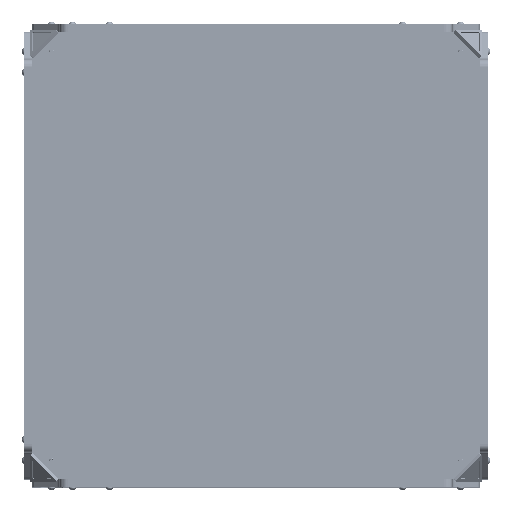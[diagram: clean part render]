
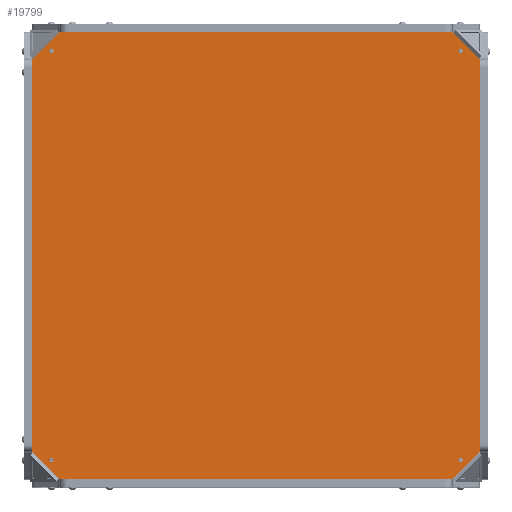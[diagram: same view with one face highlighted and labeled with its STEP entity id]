
A CAD part, top view. The second image highlights one B-rep face of the part: STEP entity #19799.
In plain terms, the highlighted face is planar.
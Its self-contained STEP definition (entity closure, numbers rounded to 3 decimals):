
#1510=LINE('',#30691,#2981);
#1514=LINE('',#30703,#2985);
#1518=LINE('',#30715,#2989);
#1522=LINE('',#30727,#2993);
#1526=LINE('',#30739,#2997);
#1530=LINE('',#30751,#3001);
#1534=LINE('',#30763,#3005);
#1538=LINE('',#30775,#3009);
#2981=VECTOR('',#24620,1.);
#2985=VECTOR('',#24632,1.);
#2989=VECTOR('',#24644,1.);
#2993=VECTOR('',#24656,1.);
#2997=VECTOR('',#24668,1.);
#3001=VECTOR('',#24680,1.);
#3005=VECTOR('',#24692,1.);
#3009=VECTOR('',#24704,1.);
#4156=PLANE('',#21331);
#4761=FACE_BOUND('',#6793,.T.);
#4762=FACE_BOUND('',#6794,.T.);
#4763=FACE_BOUND('',#6795,.T.);
#4764=FACE_BOUND('',#6796,.T.);
#5445=FACE_OUTER_BOUND('',#6792,.T.);
#6792=EDGE_LOOP('',(#15141,#15142,#15143,#15144,#15145,#15146,#15147,#15148,
#15149,#15150,#15151,#15152,#15153,#15154,#15155,#15156));
#6793=EDGE_LOOP('',(#15157));
#6794=EDGE_LOOP('',(#15158));
#6795=EDGE_LOOP('',(#15159));
#6796=EDGE_LOOP('',(#15160));
#8383=CIRCLE('',#21288,0.275);
#8385=CIRCLE('',#21291,0.275);
#8387=CIRCLE('',#21294,0.275);
#8389=CIRCLE('',#21297,0.275);
#8392=CIRCLE('',#21302,0.53);
#8394=CIRCLE('',#21306,0.53);
#8396=CIRCLE('',#21310,0.53);
#8398=CIRCLE('',#21314,0.53);
#8400=CIRCLE('',#21318,0.53);
#8402=CIRCLE('',#21322,0.53);
#8404=CIRCLE('',#21326,0.53);
#8406=CIRCLE('',#21330,0.53);
#9530=VERTEX_POINT('',#30665);
#9532=VERTEX_POINT('',#30670);
#9534=VERTEX_POINT('',#30675);
#9536=VERTEX_POINT('',#30680);
#9540=VERTEX_POINT('',#30688);
#9541=VERTEX_POINT('',#30690);
#9543=VERTEX_POINT('',#30696);
#9545=VERTEX_POINT('',#30702);
#9547=VERTEX_POINT('',#30708);
#9549=VERTEX_POINT('',#30714);
#9551=VERTEX_POINT('',#30720);
#9553=VERTEX_POINT('',#30726);
#9555=VERTEX_POINT('',#30732);
#9557=VERTEX_POINT('',#30738);
#9559=VERTEX_POINT('',#30744);
#9561=VERTEX_POINT('',#30750);
#9563=VERTEX_POINT('',#30756);
#9565=VERTEX_POINT('',#30762);
#9567=VERTEX_POINT('',#30768);
#9569=VERTEX_POINT('',#30774);
#11639=EDGE_CURVE('',#9530,#9530,#8383,.T.);
#11641=EDGE_CURVE('',#9532,#9532,#8385,.T.);
#11643=EDGE_CURVE('',#9534,#9534,#8387,.T.);
#11645=EDGE_CURVE('',#9536,#9536,#8389,.T.);
#11649=EDGE_CURVE('',#9541,#9540,#1510,.T.);
#11652=EDGE_CURVE('',#9543,#9541,#8392,.T.);
#11655=EDGE_CURVE('',#9545,#9543,#1514,.T.);
#11658=EDGE_CURVE('',#9547,#9545,#8394,.T.);
#11661=EDGE_CURVE('',#9549,#9547,#1518,.T.);
#11664=EDGE_CURVE('',#9551,#9549,#8396,.T.);
#11667=EDGE_CURVE('',#9553,#9551,#1522,.T.);
#11670=EDGE_CURVE('',#9555,#9553,#8398,.T.);
#11673=EDGE_CURVE('',#9557,#9555,#1526,.T.);
#11676=EDGE_CURVE('',#9559,#9557,#8400,.T.);
#11679=EDGE_CURVE('',#9561,#9559,#1530,.T.);
#11682=EDGE_CURVE('',#9563,#9561,#8402,.T.);
#11685=EDGE_CURVE('',#9565,#9563,#1534,.T.);
#11688=EDGE_CURVE('',#9567,#9565,#8404,.T.);
#11691=EDGE_CURVE('',#9569,#9567,#1538,.T.);
#11694=EDGE_CURVE('',#9540,#9569,#8406,.T.);
#15141=ORIENTED_EDGE('',*,*,#11694,.T.);
#15142=ORIENTED_EDGE('',*,*,#11691,.T.);
#15143=ORIENTED_EDGE('',*,*,#11688,.T.);
#15144=ORIENTED_EDGE('',*,*,#11685,.T.);
#15145=ORIENTED_EDGE('',*,*,#11682,.T.);
#15146=ORIENTED_EDGE('',*,*,#11679,.T.);
#15147=ORIENTED_EDGE('',*,*,#11676,.T.);
#15148=ORIENTED_EDGE('',*,*,#11673,.T.);
#15149=ORIENTED_EDGE('',*,*,#11670,.T.);
#15150=ORIENTED_EDGE('',*,*,#11667,.T.);
#15151=ORIENTED_EDGE('',*,*,#11664,.T.);
#15152=ORIENTED_EDGE('',*,*,#11661,.T.);
#15153=ORIENTED_EDGE('',*,*,#11658,.T.);
#15154=ORIENTED_EDGE('',*,*,#11655,.T.);
#15155=ORIENTED_EDGE('',*,*,#11652,.T.);
#15156=ORIENTED_EDGE('',*,*,#11649,.T.);
#15157=ORIENTED_EDGE('',*,*,#11645,.T.);
#15158=ORIENTED_EDGE('',*,*,#11643,.T.);
#15159=ORIENTED_EDGE('',*,*,#11641,.T.);
#15160=ORIENTED_EDGE('',*,*,#11639,.T.);
#19799=ADVANCED_FACE('',(#5445,#4761,#4762,#4763,#4764),#4156,.T.);
#21288=AXIS2_PLACEMENT_3D('',#30666,#24594,#24595);
#21291=AXIS2_PLACEMENT_3D('',#30671,#24600,#24601);
#21294=AXIS2_PLACEMENT_3D('',#30676,#24606,#24607);
#21297=AXIS2_PLACEMENT_3D('',#30681,#24612,#24613);
#21302=AXIS2_PLACEMENT_3D('',#30697,#24626,#24627);
#21306=AXIS2_PLACEMENT_3D('',#30709,#24638,#24639);
#21310=AXIS2_PLACEMENT_3D('',#30721,#24650,#24651);
#21314=AXIS2_PLACEMENT_3D('',#30733,#24662,#24663);
#21318=AXIS2_PLACEMENT_3D('',#30745,#24674,#24675);
#21322=AXIS2_PLACEMENT_3D('',#30757,#24686,#24687);
#21326=AXIS2_PLACEMENT_3D('',#30769,#24698,#24699);
#21330=AXIS2_PLACEMENT_3D('',#30779,#24710,#24711);
#21331=AXIS2_PLACEMENT_3D('',#30780,#24712,#24713);
#24594=DIRECTION('center_axis',(-1.,0.,0.));
#24595=DIRECTION('ref_axis',(0.,0.,
-1.));
#24600=DIRECTION('center_axis',(-1.,0.,0.));
#24601=DIRECTION('ref_axis',(0.,0.,
-1.));
#24606=DIRECTION('center_axis',(-1.,0.,0.));
#24607=DIRECTION('ref_axis',(0.,0.,
-1.));
#24612=DIRECTION('center_axis',(-1.,0.,0.));
#24613=DIRECTION('ref_axis',(0.,0.,
-1.));
#24620=DIRECTION('',(0.,0.707,-0.707));
#24626=DIRECTION('center_axis',(1.,0.,0.));
#24627=DIRECTION('ref_axis',(0.,-1.,0.));
#24632=DIRECTION('',(0.,0.,-1.));
#24638=DIRECTION('center_axis',(1.,0.,0.));
#24639=DIRECTION('ref_axis',(0.,-0.707,0.707));
#24644=DIRECTION('',(0.,-0.707,-0.707));
#24650=DIRECTION('center_axis',(1.,0.,0.));
#24651=DIRECTION('ref_axis',(0.,0.,
1.));
#24656=DIRECTION('',(0.,-1.,0.));
#24662=DIRECTION('center_axis',(1.,0.,0.));
#24663=DIRECTION('ref_axis',(0.,0.707,0.707));
#24668=DIRECTION('',(0.,-0.707,0.707));
#24674=DIRECTION('center_axis',(1.,0.,0.));
#24675=DIRECTION('ref_axis',(0.,1.,0.));
#24680=DIRECTION('',(0.,0.,1.));
#24686=DIRECTION('center_axis',(1.,0.,0.));
#24687=DIRECTION('ref_axis',(0.,0.707,-0.707));
#24692=DIRECTION('',(0.,0.707,0.707));
#24698=DIRECTION('center_axis',(1.,0.,0.));
#24699=DIRECTION('ref_axis',(0.,0.,
-1.));
#24704=DIRECTION('',(0.,1.,0.));
#24710=DIRECTION('center_axis',(1.,0.,0.));
#24711=DIRECTION('ref_axis',(0.,-0.707,-0.707));
#24712=DIRECTION('center_axis',(1.,0.,0.));
#24713=DIRECTION('ref_axis',(0.,0.,
-1.));
#30665=CARTESIAN_POINT('',(60.965,12.214,-108.11));
#30666=CARTESIAN_POINT('Origin',(60.965,12.214,-108.385));
#30670=CARTESIAN_POINT('',(60.965,65.214,-108.11));
#30671=CARTESIAN_POINT('Origin',(60.965,65.214,-108.385));
#30675=CARTESIAN_POINT('',(60.965,65.214,-55.11));
#30676=CARTESIAN_POINT('Origin',(60.965,65.214,-55.385));
#30680=CARTESIAN_POINT('',(60.965,12.214,-55.11));
#30681=CARTESIAN_POINT('Origin',(60.965,12.214,-55.385));
#30688=CARTESIAN_POINT('',(60.965,13.094,-110.73));
#30690=CARTESIAN_POINT('',(60.965,9.869,-107.505));
#30691=CARTESIAN_POINT('',(60.965,13.094,-110.73));
#30696=CARTESIAN_POINT('',(60.965,9.714,-107.13));
#30697=CARTESIAN_POINT('Origin',(60.965,10.244,-107.13));
#30702=CARTESIAN_POINT('',(60.965,9.714,-56.64));
#30703=CARTESIAN_POINT('',(60.965,9.714,-107.13));
#30708=CARTESIAN_POINT('',(60.965,9.869,-56.265));
#30709=CARTESIAN_POINT('Origin',(60.965,10.244,-56.64));
#30714=CARTESIAN_POINT('',(60.965,13.094,-53.04));
#30715=CARTESIAN_POINT('',(60.965,9.869,-56.265));
#30720=CARTESIAN_POINT('',(60.965,13.469,-52.885));
#30721=CARTESIAN_POINT('Origin',(60.965,13.469,-53.415));
#30726=CARTESIAN_POINT('',(60.965,63.958,-52.885));
#30727=CARTESIAN_POINT('',(60.965,13.469,-52.885));
#30732=CARTESIAN_POINT('',(60.965,64.333,-53.04));
#30733=CARTESIAN_POINT('Origin',(60.965,63.958,-53.415));
#30738=CARTESIAN_POINT('',(60.965,67.558,-56.265));
#30739=CARTESIAN_POINT('',(60.965,64.333,-53.04));
#30744=CARTESIAN_POINT('',(60.965,67.714,-56.64));
#30745=CARTESIAN_POINT('Origin',(60.965,67.184,-56.64));
#30750=CARTESIAN_POINT('',(60.965,67.714,-107.13));
#30751=CARTESIAN_POINT('',(60.965,67.714,-56.64));
#30756=CARTESIAN_POINT('',(60.965,67.558,-107.505));
#30757=CARTESIAN_POINT('Origin',(60.965,67.184,-107.13));
#30762=CARTESIAN_POINT('',(60.965,64.333,-110.73));
#30763=CARTESIAN_POINT('',(60.965,67.558,-107.505));
#30768=CARTESIAN_POINT('',(60.965,63.958,-110.885));
#30769=CARTESIAN_POINT('Origin',(60.965,63.958,-110.355));
#30774=CARTESIAN_POINT('',(60.965,13.469,-110.885));
#30775=CARTESIAN_POINT('',(60.965,63.958,-110.885));
#30779=CARTESIAN_POINT('Origin',(60.965,13.469,-110.355));
#30780=CARTESIAN_POINT('Origin',(60.965,38.714,-81.885));
